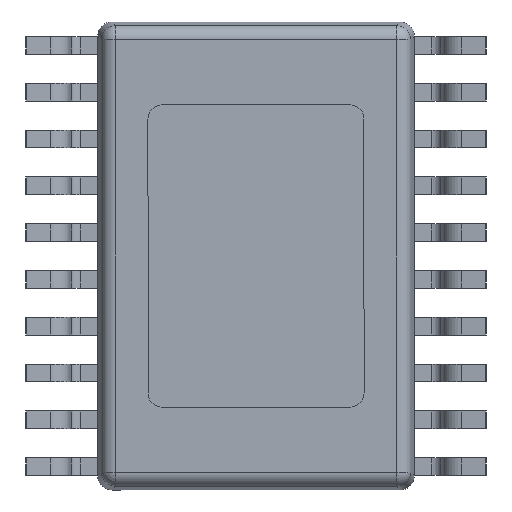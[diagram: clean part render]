
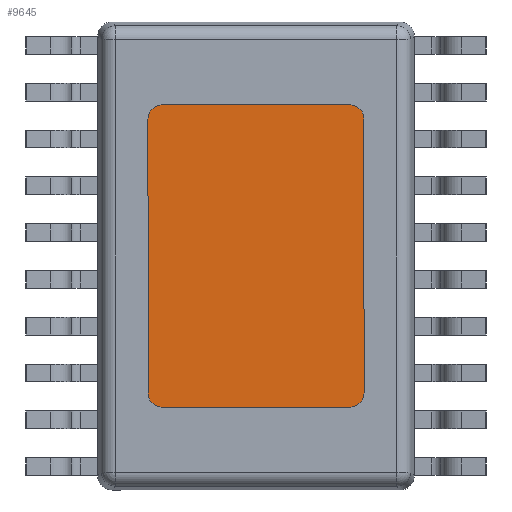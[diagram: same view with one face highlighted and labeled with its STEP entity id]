
A CAD part, front view. The second image highlights one B-rep face of the part: STEP entity #9645.
In plain terms, the highlighted planar face has unit normal (0, -1, 0).
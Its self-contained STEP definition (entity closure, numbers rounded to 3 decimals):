
#52 = VECTOR ( 'NONE', #2670, 1000. ) ;
#267 = VERTEX_POINT ( 'NONE', #2851 ) ;
#475 = VERTEX_POINT ( 'NONE', #8530 ) ;
#489 = VECTOR ( 'NONE', #2776, 1000. ) ;
#1104 = DIRECTION ( 'NONE',  ( 0., -1., 0. ) ) ;
#1257 = ORIENTED_EDGE ( 'NONE', *, *, #5804, .T. ) ;
#1550 = AXIS2_PLACEMENT_3D ( 'NONE', #4938, #8141, #3227 ) ;
#1620 = ORIENTED_EDGE ( 'NONE', *, *, #8184, .T. ) ;
#1658 = EDGE_CURVE ( 'NONE', #10383, #475, #8736, .T. ) ;
#1763 = CARTESIAN_POINT ( 'NONE',  ( 1.3, 0.15, -2.1 ) ) ;
#1880 = CIRCLE ( 'NONE', #3252, 0.2 ) ;
#2119 = DIRECTION ( 'NONE',  ( 0., -1., 0. ) ) ;
#2225 = DIRECTION ( 'NONE',  ( 1., 0., 0. ) ) ;
#2245 = CARTESIAN_POINT ( 'NONE',  ( 1.3, 0.15, 2.1 ) ) ;
#2464 = ORIENTED_EDGE ( 'NONE', *, *, #6598, .T. ) ;
#2641 = VECTOR ( 'NONE', #8843, 1000. ) ;
#2647 = EDGE_CURVE ( 'NONE', #4460, #9930, #8308, .T. ) ;
#2670 = DIRECTION ( 'NONE',  ( 0., 0., 1. ) ) ;
#2700 = CARTESIAN_POINT ( 'NONE',  ( 1.3, 0.15, 2.1 ) ) ;
#2728 = ORIENTED_EDGE ( 'NONE', *, *, #1658, .T. ) ;
#2776 = DIRECTION ( 'NONE',  ( 0., 0., -1. ) ) ;
#2851 = CARTESIAN_POINT ( 'NONE',  ( -1.3, 0.15, 2.1 ) ) ;
#3227 = DIRECTION ( 'NONE',  ( 1., 0., 0. ) ) ;
#3252 = AXIS2_PLACEMENT_3D ( 'NONE', #8465, #3603, #7678 ) ;
#3424 = CARTESIAN_POINT ( 'NONE',  ( 1.5, 0.15, -1.9 ) ) ;
#3603 = DIRECTION ( 'NONE',  ( 0., -1., 0. ) ) ;
#3845 = LINE ( 'NONE', #4559, #3977 ) ;
#3977 = VECTOR ( 'NONE', #7790, 1000. ) ;
#4164 = CARTESIAN_POINT ( 'NONE',  ( 1.5, 0.15, 1.9 ) ) ;
#4350 = CARTESIAN_POINT ( 'NONE',  ( 1.5, 0.15, -1.9 ) ) ;
#4460 = VERTEX_POINT ( 'NONE', #1763 ) ;
#4476 = DIRECTION ( 'NONE',  ( 1., 0., 0. ) ) ;
#4483 = CARTESIAN_POINT ( 'NONE',  ( 0., 0.15, 0. ) ) ;
#4559 = CARTESIAN_POINT ( 'NONE',  ( -1.3, 0.15, -2.1 ) ) ;
#4845 = EDGE_LOOP ( 'NONE', ( #2464, #8804, #2728, #8390, #1257, #6018, #9210, #1620 ) ) ;
#4938 = CARTESIAN_POINT ( 'NONE',  ( -1.3, 0.15, 1.9 ) ) ;
#5804 = EDGE_CURVE ( 'NONE', #8272, #4460, #3845, .T. ) ;
#6018 = ORIENTED_EDGE ( 'NONE', *, *, #2647, .T. ) ;
#6371 = FACE_OUTER_BOUND ( 'NONE', #4845, .T. ) ;
#6551 = CARTESIAN_POINT ( 'NONE',  ( -1.5, 0.15, 1.9 ) ) ;
#6598 = EDGE_CURVE ( 'NONE', #10512, #267, #7450, .T. ) ;
#6909 = CARTESIAN_POINT ( 'NONE',  ( -1.5, 0.15, 1.9 ) ) ;
#6922 = CIRCLE ( 'NONE', #1550, 0.2 ) ;
#6949 = VERTEX_POINT ( 'NONE', #4164 ) ;
#7190 = AXIS2_PLACEMENT_3D ( 'NONE', #4483, #2119, #2225 ) ;
#7356 = AXIS2_PLACEMENT_3D ( 'NONE', #7711, #1104, #4476 ) ;
#7450 = LINE ( 'NONE', #2245, #2641 ) ;
#7612 = EDGE_CURVE ( 'NONE', #475, #8272, #9387, .T. ) ;
#7678 = DIRECTION ( 'NONE',  ( 1., 0., 0. ) ) ;
#7711 = CARTESIAN_POINT ( 'NONE',  ( -1.3, 0.15, -1.9 ) ) ;
#7790 = DIRECTION ( 'NONE',  ( 1., 0., 0. ) ) ;
#7930 = DIRECTION ( 'NONE',  ( 0., -1., 0. ) ) ;
#8141 = DIRECTION ( 'NONE',  ( 0., -1., 0. ) ) ;
#8184 = EDGE_CURVE ( 'NONE', #6949, #10512, #1880, .T. ) ;
#8272 = VERTEX_POINT ( 'NONE', #10393 ) ;
#8308 = CIRCLE ( 'NONE', #8498, 0.2 ) ;
#8390 = ORIENTED_EDGE ( 'NONE', *, *, #7612, .T. ) ;
#8465 = CARTESIAN_POINT ( 'NONE',  ( 1.3, 0.15, 1.9 ) ) ;
#8498 = AXIS2_PLACEMENT_3D ( 'NONE', #10489, #7930, #9686 ) ;
#8530 = CARTESIAN_POINT ( 'NONE',  ( -1.5, 0.15, -1.9 ) ) ;
#8573 = EDGE_CURVE ( 'NONE', #267, #10383, #6922, .T. ) ;
#8736 = LINE ( 'NONE', #6909, #489 ) ;
#8772 = EDGE_CURVE ( 'NONE', #9930, #6949, #9098, .T. ) ;
#8804 = ORIENTED_EDGE ( 'NONE', *, *, #8573, .T. ) ;
#8843 = DIRECTION ( 'NONE',  ( -1., 0., 0. ) ) ;
#9098 = LINE ( 'NONE', #4350, #52 ) ;
#9210 = ORIENTED_EDGE ( 'NONE', *, *, #8772, .T. ) ;
#9387 = CIRCLE ( 'NONE', #7356, 0.2 ) ;
#9415 = PLANE ( 'NONE',  #7190 ) ;
#9645 = ADVANCED_FACE ( 'NONE', ( #6371 ), #9415, .T. ) ;
#9686 = DIRECTION ( 'NONE',  ( 1., 0., 0. ) ) ;
#9930 = VERTEX_POINT ( 'NONE', #3424 ) ;
#10383 = VERTEX_POINT ( 'NONE', #6551 ) ;
#10393 = CARTESIAN_POINT ( 'NONE',  ( -1.3, 0.15, -2.1 ) ) ;
#10489 = CARTESIAN_POINT ( 'NONE',  ( 1.3, 0.15, -1.9 ) ) ;
#10512 = VERTEX_POINT ( 'NONE', #2700 ) ;
